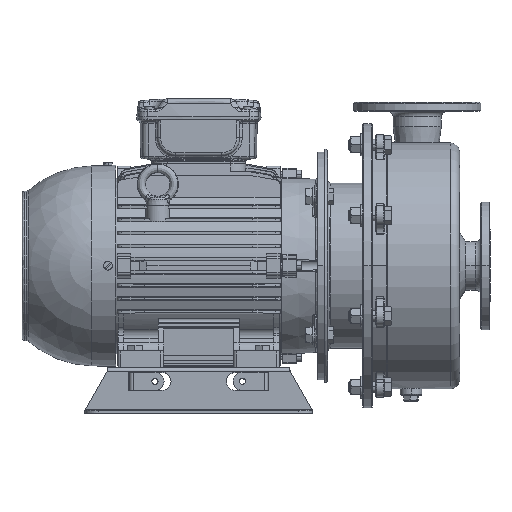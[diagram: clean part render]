
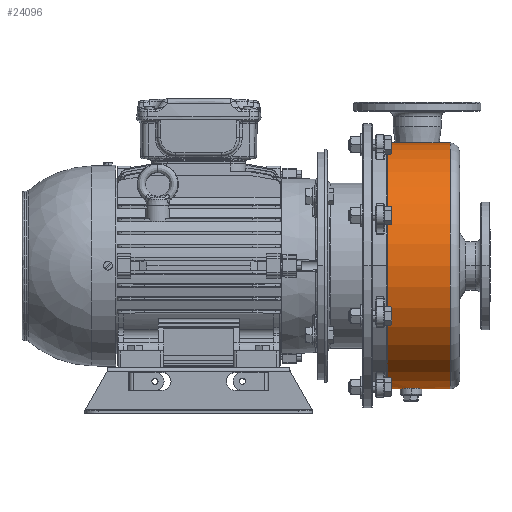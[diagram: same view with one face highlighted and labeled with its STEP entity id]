
A CAD part, top view. The second image highlights one B-rep face of the part: STEP entity #24096.
In plain terms, the highlighted cylindrical face has radius 135 mm (diameter 270 mm), a partial arc.
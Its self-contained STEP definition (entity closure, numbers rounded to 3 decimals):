
#1234 = CARTESIAN_POINT ( 'NONE',  ( -79.768, -53.716, -7.935 ) ) ;
#1686 = LINE ( 'NONE', #46218, #39105 ) ;
#1690 = AXIS2_PLACEMENT_3D ( 'NONE', #14832, #67204, #22382 ) ;
#3981 = EDGE_CURVE ( 'NONE', #96356, #67651, #52697, .T. ) ;
#4612 = B_SPLINE_CURVE_WITH_KNOTS ( 'NONE', 3,
 ( #90664, #67690, #8421, #60782, #15960, #68350, #23515, #75931, #31003, #83503, #38494, #90981, #46033, #1234, #53546, #8751, #61112, #16285, #68654, #23836, #76253, #31310, #83840, #38815, #91314 ),
 .UNSPECIFIED., .F., .F.,
 ( 4, 2, 2, 2, 2, 2, 2, 2, 2, 1, 2, 2, 4 ),
 ( 0.056, 0.059, 0.06, 0.061, 0.063, 0.065, 0.066, 0.068, 0.069, 0.07, 0.072, 0.073, 0.075 ),
 .UNSPECIFIED. ) ;
#6788 = CARTESIAN_POINT ( 'NONE',  ( -79.698, -36.76, -9.023 ) ) ;
#8421 = CARTESIAN_POINT ( 'NONE',  ( -79.473, -46.253, -11.922 ) ) ;
#8751 = CARTESIAN_POINT ( 'NONE',  ( -79.851, -54.87, -6.35 ) ) ;
#11368 = EDGE_LOOP ( 'NONE', ( #88931, #87491, #18741, #88031, #15591, #16614, #35327 ) ) ;
#11755 = EDGE_CURVE ( 'NONE', #67651, #91530, #4612, .T. ) ;
#13997 = CARTESIAN_POINT ( 'NONE',  ( -80., -32.68, 0. ) ) ;
#14327 = CARTESIAN_POINT ( 'NONE',  ( -79.647, -37.689, -9.761 ) ) ;
#14441 = CARTESIAN_POINT ( 'NONE',  ( -80., -70.53, 0. ) ) ;
#14540 = VERTEX_POINT ( 'NONE', #45536 ) ;
#14832 = CARTESIAN_POINT ( 'NONE',  ( 55., -70.53, 0. ) ) ;
#15591 = ORIENTED_EDGE ( 'NONE', *, *, #3981, .F. ) ;
#15960 = CARTESIAN_POINT ( 'NONE',  ( -79.501, -47.783, -11.599 ) ) ;
#16285 = CARTESIAN_POINT ( 'NONE',  ( -79.896, -55.445, -5.317 ) ) ;
#16614 = ORIENTED_EDGE ( 'NONE', *, *, #48347, .T. ) ;
#18741 = ORIENTED_EDGE ( 'NONE', *, *, #40917, .T. ) ;
#19107 = CARTESIAN_POINT ( 'NONE',  ( 190., 3.379, 0. ) ) ;
#19149 = EDGE_CURVE ( 'NONE', #14540, #35864, #69833, .T. ) ;
#21314 = FACE_OUTER_BOUND ( 'NONE', #11368, .T. ) ;
#21551 = CARTESIAN_POINT ( 'NONE',  ( -79.965, -33.083, -3.11 ) ) ;
#21857 = CARTESIAN_POINT ( 'NONE',  ( -79.569, -39.356, -10.783 ) ) ;
#22382 = DIRECTION ( 'NONE',  ( -1., 0., 0. ) ) ;
#23515 = CARTESIAN_POINT ( 'NONE',  ( -79.532, -48.911, -11.236 ) ) ;
#23836 = CARTESIAN_POINT ( 'NONE',  ( -79.945, -56.044, -3.875 ) ) ;
#24073 = CARTESIAN_POINT ( 'NONE',  ( 55., 3.379, 0. ) ) ;
#24096 = ADVANCED_FACE ( 'NONE', ( #21314 ), #58712, .T. ) ;
#26390 = CARTESIAN_POINT ( 'NONE',  ( 190., -1.64, 0. ) ) ;
#26617 = DIRECTION ( 'NONE',  ( 0., 1., 0. ) ) ;
#29035 = CARTESIAN_POINT ( 'NONE',  ( -79.923, -33.576, -4.599 ) ) ;
#29360 = CARTESIAN_POINT ( 'NONE',  ( -79.52, -40.821, -11.369 ) ) ;
#31003 = CARTESIAN_POINT ( 'NONE',  ( -79.598, -50.689, -10.417 ) ) ;
#31310 = CARTESIAN_POINT ( 'NONE',  ( -79.973, -56.37, -2.74 ) ) ;
#31453 = VECTOR ( 'NONE', #74079, 1000. ) ;
#35327 = ORIENTED_EDGE ( 'NONE', *, *, #69852, .F. ) ;
#35864 = VERTEX_POINT ( 'NONE', #14441 ) ;
#36239 = CARTESIAN_POINT ( 'NONE',  ( -80., -32.68, -0.784 ) ) ;
#36542 = AXIS2_PLACEMENT_3D ( 'NONE', #24073, #91225, #84060 ) ;
#36557 = CARTESIAN_POINT ( 'NONE',  ( -79.867, -34.28, -6. ) ) ;
#36611 = AXIS2_PLACEMENT_3D ( 'NONE', #39277, #91762, #46807 ) ;
#36875 = CARTESIAN_POINT ( 'NONE',  ( -79.493, -41.956, -11.693 ) ) ;
#38494 = CARTESIAN_POINT ( 'NONE',  ( -79.663, -51.984, -9.529 ) ) ;
#38815 = CARTESIAN_POINT ( 'NONE',  ( -80., -56.68, -0.793 ) ) ;
#38844 = EDGE_CURVE ( 'NONE', #14540, #46088, #62871, .T. ) ;
#39105 = VECTOR ( 'NONE', #69167, 1000. ) ;
#39277 = CARTESIAN_POINT ( 'NONE',  ( 55., -1.64, 0. ) ) ;
#40917 = EDGE_CURVE ( 'NONE', #35864, #91530, #1686, .T. ) ;
#42978 = VECTOR ( 'NONE', #26617, 1000. ) ;
#44054 = CARTESIAN_POINT ( 'NONE',  ( -79.803, -35.142, -7.325 ) ) ;
#44379 = CARTESIAN_POINT ( 'NONE',  ( -79.466, -43.887, -12. ) ) ;
#45536 = CARTESIAN_POINT ( 'NONE',  ( 190., -70.53, 0. ) ) ;
#45575 = CARTESIAN_POINT ( 'NONE',  ( -80., -56.68, 0. ) ) ;
#46033 = CARTESIAN_POINT ( 'NONE',  ( -79.715, -52.886, -8.764 ) ) ;
#46088 = VERTEX_POINT ( 'NONE', #26390 ) ;
#46218 = CARTESIAN_POINT ( 'NONE',  ( -80., 3.379, 0. ) ) ;
#46807 = DIRECTION ( 'NONE',  ( -1., 0., 0. ) ) ;
#48347 = EDGE_CURVE ( 'NONE', #96356, #92561, #53688, .T. ) ;
#51327 = CARTESIAN_POINT ( 'NONE',  ( -79.466, -44.68, -12. ) ) ;
#51577 = CARTESIAN_POINT ( 'NONE',  ( -79.716, -36.469, -8.759 ) ) ;
#52697 = B_SPLINE_CURVE_WITH_KNOTS ( 'NONE', 3,
 ( #13997, #36239, #81208, #66349, #21551, #73958, #29035, #81525, #36557, #89065, #44054, #96531, #51577, #6788, #59121, #14327, #66668, #21857, #74293, #29360, #81849, #36875, #89380, #44379, #96851 ),
 .UNSPECIFIED., .F., .F.,
 ( 4, 2, 2, 1, 2, 2, 2, 2, 2, 2, 2, 2, 4 ),
 ( 0.038, 0.04, 0.041, 0.042, 0.043, 0.045, 0.047, 0.048, 0.049, 0.052, 0.053, 0.054, 0.056 ),
 .UNSPECIFIED. ) ;
#53546 = CARTESIAN_POINT ( 'NONE',  ( -79.802, -54.212, -7.332 ) ) ;
#53688 = LINE ( 'NONE', #81645, #31453 ) ;
#58712 = CYLINDRICAL_SURFACE ( 'NONE', #36542, 135. ) ;
#59121 = CARTESIAN_POINT ( 'NONE',  ( -79.664, -37.371, -9.525 ) ) ;
#60782 = CARTESIAN_POINT ( 'NONE',  ( -79.493, -47.403, -11.694 ) ) ;
#61112 = CARTESIAN_POINT ( 'NONE',  ( -79.867, -55.074, -6.009 ) ) ;
#62871 = LINE ( 'NONE', #19107, #42978 ) ;
#66349 = CARTESIAN_POINT ( 'NONE',  ( -79.973, -32.987, -2.724 ) ) ;
#66668 = CARTESIAN_POINT ( 'NONE',  ( -79.598, -38.667, -10.415 ) ) ;
#67204 = DIRECTION ( 'NONE',  ( 0., 1., 0. ) ) ;
#67651 = VERTEX_POINT ( 'NONE', #51327 ) ;
#67690 = CARTESIAN_POINT ( 'NONE',  ( -79.466, -45.472, -12. ) ) ;
#68350 = CARTESIAN_POINT ( 'NONE',  ( -79.52, -48.536, -11.37 ) ) ;
#68419 = CIRCLE ( 'NONE', #36611, 135. ) ;
#68654 = CARTESIAN_POINT ( 'NONE',  ( -79.923, -55.78, -4.61 ) ) ;
#69167 = DIRECTION ( 'NONE',  ( 0., 1., 0. ) ) ;
#69833 = CIRCLE ( 'NONE', #1690, 135. ) ;
#69852 = EDGE_CURVE ( 'NONE', #46088, #92561, #68419, .T. ) ;
#72363 = CARTESIAN_POINT ( 'NONE',  ( -80., -32.68, 0. ) ) ;
#73958 = CARTESIAN_POINT ( 'NONE',  ( -79.945, -33.312, -3.862 ) ) ;
#74079 = DIRECTION ( 'NONE',  ( 0., 1., 0. ) ) ;
#74293 = CARTESIAN_POINT ( 'NONE',  ( -79.532, -40.446, -11.235 ) ) ;
#75931 = CARTESIAN_POINT ( 'NONE',  ( -79.569, -50., -10.785 ) ) ;
#76253 = CARTESIAN_POINT ( 'NONE',  ( -79.964, -56.273, -3.124 ) ) ;
#81208 = CARTESIAN_POINT ( 'NONE',  ( -79.993, -32.756, -1.563 ) ) ;
#81525 = CARTESIAN_POINT ( 'NONE',  ( -79.896, -33.91, -5.307 ) ) ;
#81645 = CARTESIAN_POINT ( 'NONE',  ( -80., 3.379, 0. ) ) ;
#81849 = CARTESIAN_POINT ( 'NONE',  ( -79.501, -41.576, -11.598 ) ) ;
#83503 = CARTESIAN_POINT ( 'NONE',  ( -79.647, -51.667, -9.764 ) ) ;
#83840 = CARTESIAN_POINT ( 'NONE',  ( -79.993, -56.602, -1.577 ) ) ;
#84060 = DIRECTION ( 'NONE',  ( -1., 0., 0. ) ) ;
#87491 = ORIENTED_EDGE ( 'NONE', *, *, #19149, .T. ) ;
#88031 = ORIENTED_EDGE ( 'NONE', *, *, #11755, .F. ) ;
#88931 = ORIENTED_EDGE ( 'NONE', *, *, #38844, .F. ) ;
#89065 = CARTESIAN_POINT ( 'NONE',  ( -79.851, -34.484, -6.34 ) ) ;
#89380 = CARTESIAN_POINT ( 'NONE',  ( -79.473, -43.107, -11.922 ) ) ;
#89729 = CARTESIAN_POINT ( 'NONE',  ( -80., -1.64, 0. ) ) ;
#90664 = CARTESIAN_POINT ( 'NONE',  ( -79.466, -44.68, -12. ) ) ;
#90981 = CARTESIAN_POINT ( 'NONE',  ( -79.698, -52.595, -9.028 ) ) ;
#91225 = DIRECTION ( 'NONE',  ( 0., 1., 0. ) ) ;
#91314 = CARTESIAN_POINT ( 'NONE',  ( -80., -56.68, 0. ) ) ;
#91530 = VERTEX_POINT ( 'NONE', #45575 ) ;
#91762 = DIRECTION ( 'NONE',  ( 0., 1., 0. ) ) ;
#92561 = VERTEX_POINT ( 'NONE', #89729 ) ;
#96356 = VERTEX_POINT ( 'NONE', #72363 ) ;
#96531 = CARTESIAN_POINT ( 'NONE',  ( -79.768, -35.639, -7.929 ) ) ;
#96851 = CARTESIAN_POINT ( 'NONE',  ( -79.466, -44.68, -12. ) ) ;
